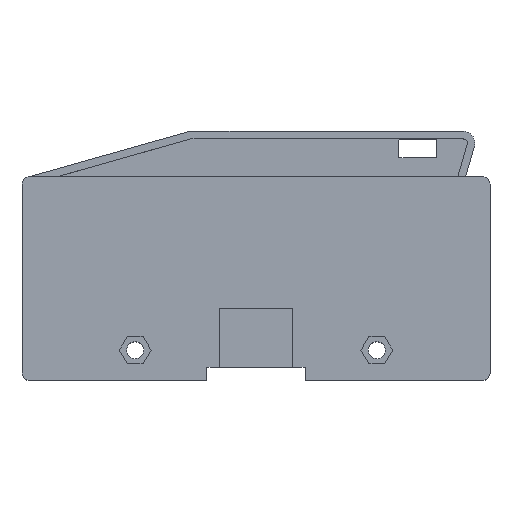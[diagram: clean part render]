
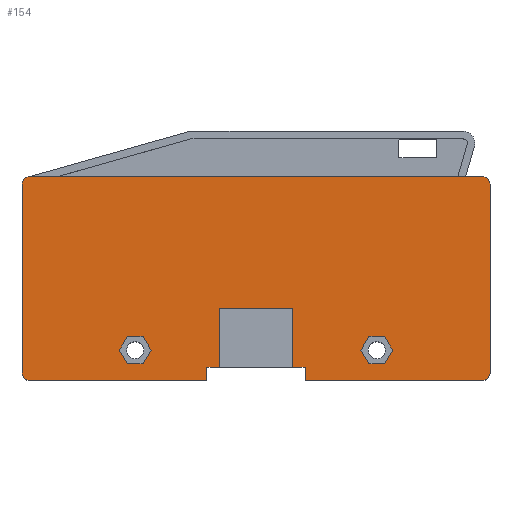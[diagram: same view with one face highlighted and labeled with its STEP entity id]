
A CAD part, top view. The second image highlights one B-rep face of the part: STEP entity #154.
In plain terms, the highlighted planar face has unit normal (0, 0, 1).
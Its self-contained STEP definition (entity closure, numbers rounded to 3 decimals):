
#117=FACE_BOUND('',#407,.T.);
#118=FACE_BOUND('',#408,.T.);
#119=FACE_BOUND('',#409,.T.);
#134=CIRCLE('',#1867,2.);
#135=CIRCLE('',#1868,2.);
#136=CIRCLE('',#1869,2.);
#137=CIRCLE('',#1870,2.);
#154=ADVANCED_FACE('',(#117,#118,#119),#241,.T.);
#241=PLANE('',#1871);
#407=EDGE_LOOP('',(#554,#555,#556,#557,#558,#559));
#408=EDGE_LOOP('',(#560,#561,#562,#563,#564,#565));
#409=EDGE_LOOP('',(#566,#567,#568,#569,#570,#571,#572,#573,#574,#575,#576,
#577,#578,#579,#580,#581));
#554=ORIENTED_EDGE('',*,*,#1211,.F.);
#555=ORIENTED_EDGE('',*,*,#1212,.F.);
#556=ORIENTED_EDGE('',*,*,#1213,.F.);
#557=ORIENTED_EDGE('',*,*,#1214,.F.);
#558=ORIENTED_EDGE('',*,*,#1215,.F.);
#559=ORIENTED_EDGE('',*,*,#1216,.F.);
#560=ORIENTED_EDGE('',*,*,#1217,.F.);
#561=ORIENTED_EDGE('',*,*,#1218,.F.);
#562=ORIENTED_EDGE('',*,*,#1219,.F.);
#563=ORIENTED_EDGE('',*,*,#1220,.F.);
#564=ORIENTED_EDGE('',*,*,#1221,.F.);
#565=ORIENTED_EDGE('',*,*,#1222,.F.);
#566=ORIENTED_EDGE('',*,*,#1223,.T.);
#567=ORIENTED_EDGE('',*,*,#1224,.T.);
#568=ORIENTED_EDGE('',*,*,#1225,.T.);
#569=ORIENTED_EDGE('',*,*,#1226,.T.);
#570=ORIENTED_EDGE('',*,*,#1165,.T.);
#571=ORIENTED_EDGE('',*,*,#1227,.T.);
#572=ORIENTED_EDGE('',*,*,#1207,.T.);
#573=ORIENTED_EDGE('',*,*,#1228,.T.);
#574=ORIENTED_EDGE('',*,*,#1229,.T.);
#575=ORIENTED_EDGE('',*,*,#1230,.F.);
#576=ORIENTED_EDGE('',*,*,#1231,.F.);
#577=ORIENTED_EDGE('',*,*,#1232,.F.);
#578=ORIENTED_EDGE('',*,*,#1233,.T.);
#579=ORIENTED_EDGE('',*,*,#1234,.T.);
#580=ORIENTED_EDGE('',*,*,#1235,.T.);
#581=ORIENTED_EDGE('',*,*,#1236,.T.);
#999=VERTEX_POINT('',#2434);
#1000=VERTEX_POINT('',#2436);
#1039=VERTEX_POINT('',#2521);
#1040=VERTEX_POINT('',#2523);
#1043=VERTEX_POINT('',#2531);
#1044=VERTEX_POINT('',#2532);
#1045=VERTEX_POINT('',#2534);
#1046=VERTEX_POINT('',#2536);
#1047=VERTEX_POINT('',#2538);
#1048=VERTEX_POINT('',#2540);
#1049=VERTEX_POINT('',#2543);
#1050=VERTEX_POINT('',#2544);
#1051=VERTEX_POINT('',#2546);
#1052=VERTEX_POINT('',#2548);
#1053=VERTEX_POINT('',#2550);
#1054=VERTEX_POINT('',#2552);
#1055=VERTEX_POINT('',#2555);
#1056=VERTEX_POINT('',#2556);
#1057=VERTEX_POINT('',#2558);
#1058=VERTEX_POINT('',#2560);
#1059=VERTEX_POINT('',#2564);
#1060=VERTEX_POINT('',#2566);
#1061=VERTEX_POINT('',#2568);
#1062=VERTEX_POINT('',#2570);
#1063=VERTEX_POINT('',#2572);
#1064=VERTEX_POINT('',#2574);
#1065=VERTEX_POINT('',#2576);
#1066=VERTEX_POINT('',#2578);
#1165=EDGE_CURVE('',#1000,#999,#1412,.T.);
#1207=EDGE_CURVE('',#1040,#1039,#1446,.T.);
#1211=EDGE_CURVE('',#1043,#1044,#1450,.T.);
#1212=EDGE_CURVE('',#1045,#1043,#1451,.T.);
#1213=EDGE_CURVE('',#1046,#1045,#1452,.T.);
#1214=EDGE_CURVE('',#1047,#1046,#1453,.T.);
#1215=EDGE_CURVE('',#1048,#1047,#1454,.T.);
#1216=EDGE_CURVE('',#1044,#1048,#1455,.T.);
#1217=EDGE_CURVE('',#1049,#1050,#1456,.T.);
#1218=EDGE_CURVE('',#1051,#1049,#1457,.T.);
#1219=EDGE_CURVE('',#1052,#1051,#1458,.T.);
#1220=EDGE_CURVE('',#1053,#1052,#1459,.T.);
#1221=EDGE_CURVE('',#1054,#1053,#1460,.T.);
#1222=EDGE_CURVE('',#1050,#1054,#1461,.T.);
#1223=EDGE_CURVE('',#1055,#1056,#1462,.T.);
#1224=EDGE_CURVE('',#1056,#1057,#134,.T.);
#1225=EDGE_CURVE('',#1057,#1058,#1463,.T.);
#1226=EDGE_CURVE('',#1058,#1000,#135,.T.);
#1227=EDGE_CURVE('',#999,#1040,#136,.T.);
#1228=EDGE_CURVE('',#1039,#1059,#1464,.T.);
#1229=EDGE_CURVE('',#1059,#1060,#1465,.T.);
#1230=EDGE_CURVE('',#1061,#1060,#1466,.T.);
#1231=EDGE_CURVE('',#1062,#1061,#1467,.T.);
#1232=EDGE_CURVE('',#1063,#1062,#1468,.T.);
#1233=EDGE_CURVE('',#1063,#1064,#1469,.T.);
#1234=EDGE_CURVE('',#1064,#1065,#1470,.T.);
#1235=EDGE_CURVE('',#1065,#1066,#1471,.T.);
#1236=EDGE_CURVE('',#1066,#1055,#137,.T.);
#1412=LINE('',#2435,#1637);
#1446=LINE('',#2522,#1671);
#1450=LINE('',#2530,#1675);
#1451=LINE('',#2533,#1676);
#1452=LINE('',#2535,#1677);
#1453=LINE('',#2537,#1678);
#1454=LINE('',#2539,#1679);
#1455=LINE('',#2541,#1680);
#1456=LINE('',#2542,#1681);
#1457=LINE('',#2545,#1682);
#1458=LINE('',#2547,#1683);
#1459=LINE('',#2549,#1684);
#1460=LINE('',#2551,#1685);
#1461=LINE('',#2553,#1686);
#1462=LINE('',#2554,#1687);
#1463=LINE('',#2559,#1688);
#1464=LINE('',#2563,#1689);
#1465=LINE('',#2565,#1690);
#1466=LINE('',#2567,#1691);
#1467=LINE('',#2569,#1692);
#1468=LINE('',#2571,#1693);
#1469=LINE('',#2573,#1694);
#1470=LINE('',#2575,#1695);
#1471=LINE('',#2577,#1696);
#1637=VECTOR('',#1976,1.);
#1671=VECTOR('',#2036,1.);
#1675=VECTOR('',#2042,1.);
#1676=VECTOR('',#2043,1.);
#1677=VECTOR('',#2044,1.);
#1678=VECTOR('',#2045,1.);
#1679=VECTOR('',#2046,1.);
#1680=VECTOR('',#2047,1.);
#1681=VECTOR('',#2048,1.);
#1682=VECTOR('',#2049,1.);
#1683=VECTOR('',#2050,1.);
#1684=VECTOR('',#2051,1.);
#1685=VECTOR('',#2052,1.);
#1686=VECTOR('',#2053,1.);
#1687=VECTOR('',#2054,1.);
#1688=VECTOR('',#2057,1.);
#1689=VECTOR('',#2062,1.);
#1690=VECTOR('',#2063,1.);
#1691=VECTOR('',#2064,1.);
#1692=VECTOR('',#2065,1.);
#1693=VECTOR('',#2066,1.);
#1694=VECTOR('',#2067,1.);
#1695=VECTOR('',#2068,1.);
#1696=VECTOR('',#2069,1.);
#1867=AXIS2_PLACEMENT_3D('',#2557,#2055,#2056);
#1868=AXIS2_PLACEMENT_3D('',#2561,#2058,#2059);
#1869=AXIS2_PLACEMENT_3D('',#2562,#2060,#2061);
#1870=AXIS2_PLACEMENT_3D('',#2579,#2070,#2071);
#1871=AXIS2_PLACEMENT_3D('',#2580,#2072,#2073);
#1976=DIRECTION('',(0.,-1.,0.));
#2036=DIRECTION('',(1.,0.,0.));
#2042=DIRECTION('',(0.5,-0.866,0.));
#2043=DIRECTION('',(-0.5,-0.866,0.));
#2044=DIRECTION('',(-1.,0.,0.));
#2045=DIRECTION('',(-0.5,0.866,0.));
#2046=DIRECTION('',(0.5,0.866,0.));
#2047=DIRECTION('',(1.,0.,0.));
#2048=DIRECTION('',(0.5,-0.866,0.));
#2049=DIRECTION('',(-0.5,-0.866,0.));
#2050=DIRECTION('',(-1.,0.,0.));
#2051=DIRECTION('',(-0.5,0.866,0.));
#2052=DIRECTION('',(0.5,0.866,0.));
#2053=DIRECTION('',(1.,0.,0.));
#2054=DIRECTION('',(0.,1.,0.));
#2055=DIRECTION('',(0.,0.,1.));
#2056=DIRECTION('',(1.,0.,0.));
#2057=DIRECTION('',(-1.,0.,0.));
#2058=DIRECTION('',(0.,0.,1.));
#2059=DIRECTION('',(1.,0.,0.));
#2060=DIRECTION('',(0.,0.,1.));
#2061=DIRECTION('',(1.,0.,0.));
#2062=DIRECTION('',(0.,1.,0.));
#2063=DIRECTION('',(1.,0.,0.));
#2064=DIRECTION('',(0.,-1.,0.));
#2065=DIRECTION('',(-1.,0.,0.));
#2066=DIRECTION('',(0.,1.,0.));
#2067=DIRECTION('',(1.,0.,0.));
#2068=DIRECTION('',(0.,-1.,0.));
#2069=DIRECTION('',(1.,0.,0.));
#2070=DIRECTION('',(0.,0.,1.));
#2071=DIRECTION('',(1.,0.,0.));
#2072=DIRECTION('',(0.,0.,1.));
#2073=DIRECTION('',(1.,0.,0.));
#2434=CARTESIAN_POINT('',(-62.,-25.,35.));
#2435=CARTESIAN_POINT('',(-62.,27.,35.));
#2436=CARTESIAN_POINT('',(-62.,25.,35.));
#2521=CARTESIAN_POINT('',(-13.,-27.,35.));
#2522=CARTESIAN_POINT('',(-62.,-27.,35.));
#2523=CARTESIAN_POINT('',(-60.,-27.,35.));
#2530=CARTESIAN_POINT('',(-36.2,-19.,35.));
#2531=CARTESIAN_POINT('',(-36.2,-19.,35.));
#2532=CARTESIAN_POINT('',(-34.1,-22.637,35.));
#2533=CARTESIAN_POINT('',(-34.1,-15.363,35.));
#2534=CARTESIAN_POINT('',(-34.1,-15.363,35.));
#2535=CARTESIAN_POINT('',(-29.9,-15.363,35.));
#2536=CARTESIAN_POINT('',(-29.9,-15.363,35.));
#2537=CARTESIAN_POINT('',(-27.8,-19.,35.));
#2538=CARTESIAN_POINT('',(-27.8,-19.,35.));
#2539=CARTESIAN_POINT('',(-29.9,-22.637,35.));
#2540=CARTESIAN_POINT('',(-29.9,-22.637,35.));
#2541=CARTESIAN_POINT('',(-34.1,-22.637,35.));
#2542=CARTESIAN_POINT('',(27.8,-19.,35.));
#2543=CARTESIAN_POINT('',(27.8,-19.,35.));
#2544=CARTESIAN_POINT('',(29.9,-22.637,35.));
#2545=CARTESIAN_POINT('',(29.9,-15.363,35.));
#2546=CARTESIAN_POINT('',(29.9,-15.363,35.));
#2547=CARTESIAN_POINT('',(34.1,-15.363,35.));
#2548=CARTESIAN_POINT('',(34.1,-15.363,35.));
#2549=CARTESIAN_POINT('',(36.2,-19.,35.));
#2550=CARTESIAN_POINT('',(36.2,-19.,35.));
#2551=CARTESIAN_POINT('',(34.1,-22.637,35.));
#2552=CARTESIAN_POINT('',(34.1,-22.637,35.));
#2553=CARTESIAN_POINT('',(29.9,-22.637,35.));
#2554=CARTESIAN_POINT('',(62.,-27.,35.));
#2555=CARTESIAN_POINT('',(62.,-25.,35.));
#2556=CARTESIAN_POINT('',(62.,25.,35.));
#2557=CARTESIAN_POINT('',(60.,25.,35.));
#2558=CARTESIAN_POINT('',(60.,27.,35.));
#2559=CARTESIAN_POINT('',(62.,27.,35.));
#2560=CARTESIAN_POINT('',(-60.,27.,35.));
#2561=CARTESIAN_POINT('',(-60.,25.,35.));
#2562=CARTESIAN_POINT('',(-60.,-25.,35.));
#2563=CARTESIAN_POINT('',(-13.,0.,35.));
#2564=CARTESIAN_POINT('',(-13.,-23.5,35.));
#2565=CARTESIAN_POINT('',(0.,-23.5,35.));
#2566=CARTESIAN_POINT('',(-9.75,-23.5,35.));
#2567=CARTESIAN_POINT('',(-9.75,-8.,35.));
#2568=CARTESIAN_POINT('',(-9.75,-8.,35.));
#2569=CARTESIAN_POINT('',(9.75,-8.,35.));
#2570=CARTESIAN_POINT('',(9.75,-8.,35.));
#2571=CARTESIAN_POINT('',(9.75,-23.5,35.));
#2572=CARTESIAN_POINT('',(9.75,-23.5,35.));
#2573=CARTESIAN_POINT('',(0.,-23.5,35.));
#2574=CARTESIAN_POINT('',(13.,-23.5,35.));
#2575=CARTESIAN_POINT('',(13.,0.,35.));
#2576=CARTESIAN_POINT('',(13.,-27.,35.));
#2577=CARTESIAN_POINT('',(-62.,-27.,35.));
#2578=CARTESIAN_POINT('',(60.,-27.,35.));
#2579=CARTESIAN_POINT('',(60.,-25.,35.));
#2580=CARTESIAN_POINT('',(0.,0.,35.));
